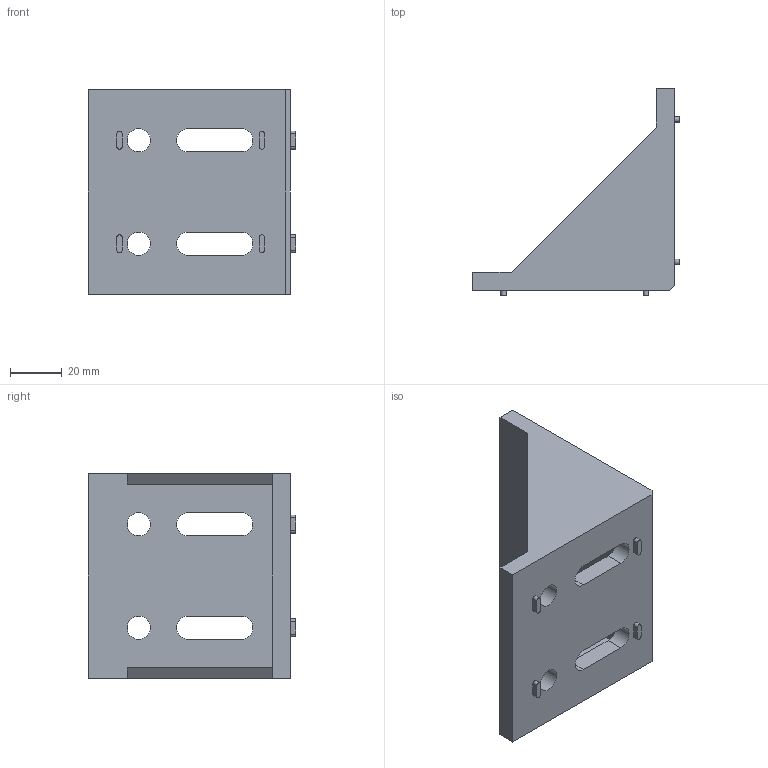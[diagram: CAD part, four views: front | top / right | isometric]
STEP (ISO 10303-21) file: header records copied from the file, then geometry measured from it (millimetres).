
FILE_DESCRIPTION(('STEP AP214'), '1');
FILE_NAME('Àëþìèíèåâûé óãîëîê 80õ80', '', ('UNSPECIFIED'), ('UNSPECIFIED'), 'ASCON STEP Converter 1.6', 'ASCON Math Kernel', '');
FILE_SCHEMA(('AUTOMOTIVE_DESIGN { 1 0 10303 214 3 1 1}'));
Length unit declared in the file: millimetre
Bounding box: 80 x 80 x 79 mm (x, y, z)
Volume: 86264.7 mm3; surface area: 33145 mm2
Topology: 1 solids, 1 shells, 73 faces, 189 edges, 126 vertices
Faces by surface type: plane 45, cylinder 28
Full cylindrical faces by diameter (mm): 9 x4
Entity records: 2879 total; most frequent: DIRECTION 389, CARTESIAN_POINT 385, ORIENTED_EDGE 370, EDGE_CURVE 185, AXIS2_PLACEMENT_3D 130, LINE 129, VECTOR 129, VERTEX_POINT 126
